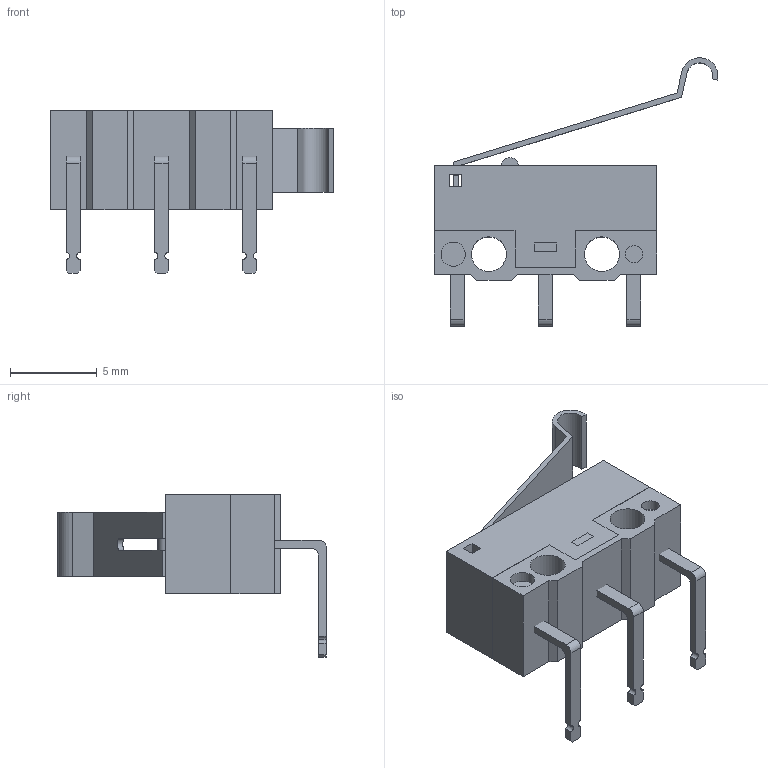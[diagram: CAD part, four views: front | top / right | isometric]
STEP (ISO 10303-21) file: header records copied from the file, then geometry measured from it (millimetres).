
FILE_DESCRIPTION(('FreeCAD Model'),'2;1');
FILE_NAME('Open CASCADE Shape Model','2024-03-25T19:45:47',( 'kicad StepUp'),('ksu MCAD'),'Open CASCADE STEP processor 7.7', 'FreeCAD','Unknown');
FILE_SCHEMA(('AUTOMOTIVE_DESIGN { 1 0 10303 214 1 1 1 1 }'));
Length unit declared in the file: millimetre
Products named in the file (8): XKB_DM1-WXYZ-002; Bottom001; Top001; Plunger001; Lever_16U001; Pin_NC003; Pin_C003; Pin_NO003
Assembly tree (7 placements, depth 2):
  XKB_DM1-WXYZ-002
    Bottom001
    Top001
    Plunger001
    Lever_16U001
    Pin_NC003
    Pin_C003
    Pin_NO003
Bounding box: 16.31 x 15.42 x 9.35 mm (x, y, z)
Volume: 319.3 mm3; surface area: 1082.1 mm2
Topology: 7 solids, 7 shells, 218 faces, 594 edges, 392 vertices
Faces by surface type: plane 193, cylinder 25
Full cylindrical faces by diameter (mm): 1 x1, 1.4 x3, 2 x2
Entity records: 7002 total; most frequent: CARTESIAN_POINT 1212, ORIENTED_EDGE 1188, DIRECTION 1096, EDGE_CURVE 594, LINE 544, VECTOR 544, VERTEX_POINT 392, AXIS2_PLACEMENT_3D 276
